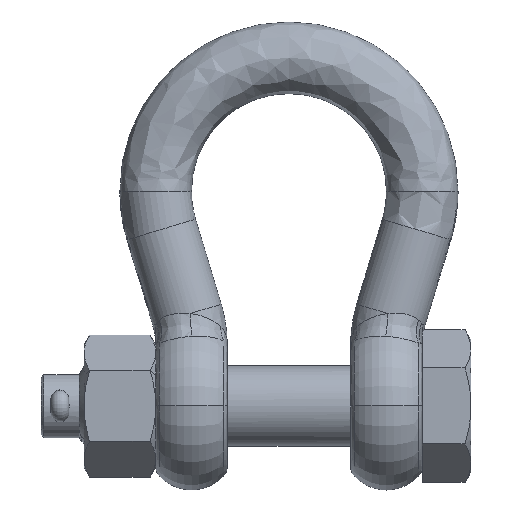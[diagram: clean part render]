
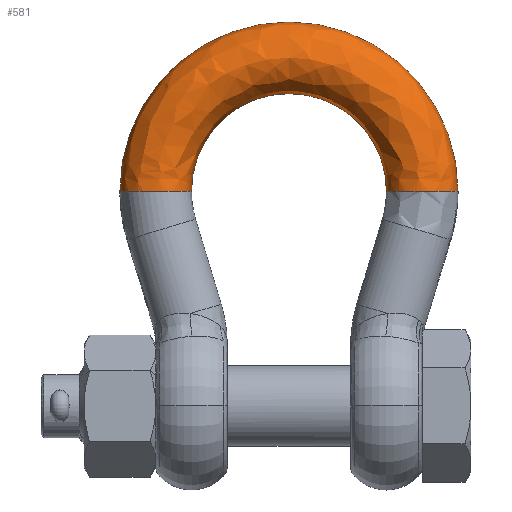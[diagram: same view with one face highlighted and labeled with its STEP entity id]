
A CAD part, top view. The second image highlights one B-rep face of the part: STEP entity #581.
In plain terms, the highlighted free-form (B-spline) face has degree [3, 3] with [4, 4] control points.
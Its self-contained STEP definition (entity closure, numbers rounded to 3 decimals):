
#581=ADVANCED_FACE('NONE',(#1759),#1760,.F.);
#1759=FACE_OUTER_BOUND('',#9754,.T.);
#1760=(B_SPLINE_SURFACE(3,3,((#9756,#9757,#9758,#9759),(#9760,#9761,#9762,#9763),(#9764,#9765,#9766,#9767),(#9768,#9769,#9770,#9771)),.UNSPECIFIED.,.F.,.F.,.F.)B_SPLINE_SURFACE_WITH_KNOTS((4,4),(4,4),(0.0,1.0),(0.0,1.0),.UNSPECIFIED.)RATIONAL_B_SPLINE_SURFACE(((1.0,0.333,0.333,1.0),(0.333,0.111,0.111,0.333),(0.333,0.111,0.111,0.333),(1.0,0.333,0.333,1.0)))BOUNDED_SURFACE()REPRESENTATION_ITEM('')GEOMETRIC_REPRESENTATION_ITEM()SURFACE());
#9754=EDGE_LOOP('',(#17202,#17203,#17204,#17205));
#9756=CARTESIAN_POINT('',(-34.0,75.0,0.));
#9757=CARTESIAN_POINT('',(-34.0,143.0,0.));
#9758=CARTESIAN_POINT('',(34.0,143.0,0.));
#9759=CARTESIAN_POINT('',(34.0,75.0,0.));
#9760=CARTESIAN_POINT('',(-34.0,75.0,25.0));
#9761=CARTESIAN_POINT('',(-34.0,143.0,25.0));
#9762=CARTESIAN_POINT('',(34.0,143.0,25.0));
#9763=CARTESIAN_POINT('',(34.0,75.0,25.0));
#9764=CARTESIAN_POINT('',(-59.0,75.0,25.0));
#9765=CARTESIAN_POINT('',(-59.0,193.0,25.0));
#9766=CARTESIAN_POINT('',(59.,193.0,25.0));
#9767=CARTESIAN_POINT('',(59.0,75.0,25.0));
#9768=CARTESIAN_POINT('',(-59.0,75.0,0.));
#9769=CARTESIAN_POINT('',(-59.0,193.0,0.));
#9770=CARTESIAN_POINT('',(59.,193.0,0.));
#9771=CARTESIAN_POINT('',(59.0,75.0,0.));
#17202=ORIENTED_EDGE('',*,*,#20052,.T.);
#17203=ORIENTED_EDGE('',*,*,#20053,.T.);
#17204=ORIENTED_EDGE('',*,*,#19928,.F.);
#17205=ORIENTED_EDGE('',*,*,#20054,.T.);
#19928=EDGE_CURVE('NONE',#22697,#22699,#22700,.T.);
#20052=EDGE_CURVE('NONE',#22912,#22913,#22914,.T.);
#20053=EDGE_CURVE('NONE',#22913,#22699,#22915,.T.);
#20054=EDGE_CURVE('NONE',#22697,#22912,#22916,.T.);
#22697=VERTEX_POINT('NONE',#31844);
#22699=VERTEX_POINT('NONE',#31846);
#22700=CIRCLE('',#31847,12.5);
#22912=VERTEX_POINT('NONE',#32504);
#22913=VERTEX_POINT('NONE',#32505);
#22914=CIRCLE('',#32506,12.5);
#22915=CIRCLE('',#32507,59.0);
#22916=CIRCLE('',#32508,34.0);
#31844=CARTESIAN_POINT('',(-34.,75.0,0.));
#31846=CARTESIAN_POINT('',(-59.,75.,0.));
#31847=AXIS2_PLACEMENT_3D('',#36617,#36618,#36619);
#32504=CARTESIAN_POINT('',(34.0,75.0,0.));
#32505=CARTESIAN_POINT('',(59.0,75.0,0.));
#32506=AXIS2_PLACEMENT_3D('',#36693,#36694,#36695);
#32507=AXIS2_PLACEMENT_3D('',#36696,#36697,#36698);
#32508=AXIS2_PLACEMENT_3D('',#36699,#36700,#36701);
#36617=CARTESIAN_POINT('',(-46.5,75.0,0.));
#36618=DIRECTION('',(0.0,-1.0,0.0));
#36619=DIRECTION('',(0.0,0.0,-1.0));
#36693=CARTESIAN_POINT('',(46.5,75.0,0.));
#36694=DIRECTION('',(0.0,1.0,-0.0));
#36695=DIRECTION('',(0.0,0.0,1.0));
#36696=CARTESIAN_POINT('',(0.0,75.0,0.));
#36697=DIRECTION('',(0.0,0.0,1.0));
#36698=DIRECTION('',(-1.0,0.0,0.0));
#36699=CARTESIAN_POINT('',(0.0,75.0,0.));
#36700=DIRECTION('',(0.0,0.0,-1.0));
#36701=DIRECTION('',(-1.0,0.0,0.0));
